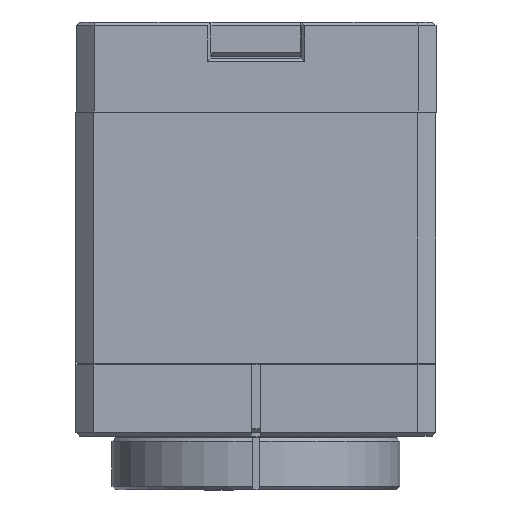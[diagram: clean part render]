
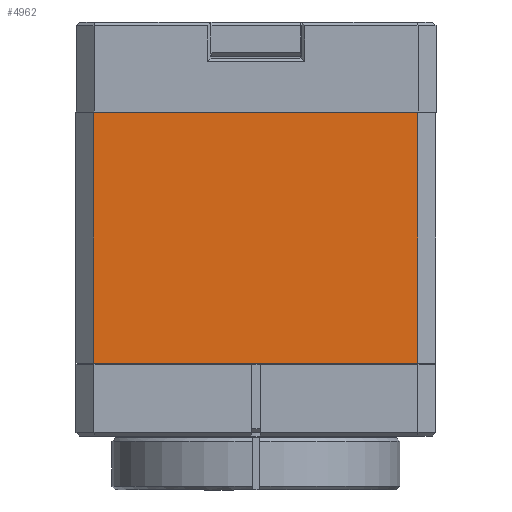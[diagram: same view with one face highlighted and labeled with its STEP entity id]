
A CAD part, left-side view. The second image highlights one B-rep face of the part: STEP entity #4962.
In plain terms, the highlighted planar face has unit normal (-1, 0, 0).
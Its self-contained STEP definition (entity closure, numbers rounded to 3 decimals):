
#700 = ORIENTED_EDGE ( 'NONE', *, *, #8329, .T. ) ;
#1094 = DIRECTION ( 'NONE',  ( 0., 0., 1. ) ) ;
#1426 = CARTESIAN_POINT ( 'NONE',  ( -5.353, 212.065, 25.943 ) ) ;
#1449 = ORIENTED_EDGE ( 'NONE', *, *, #18934, .T. ) ;
#2074 = CARTESIAN_POINT ( 'NONE',  ( -5.353, 212.065, 39.843 ) ) ;
#2260 = VERTEX_POINT ( 'NONE', #13871 ) ;
#2511 = EDGE_LOOP ( 'NONE', ( #1449, #3397, #18600, #700 ) ) ;
#3152 = DIRECTION ( 'NONE',  ( -1., 0., 0. ) ) ;
#3181 = DIRECTION ( 'NONE',  ( 0., 1., 0. ) ) ;
#3355 = VECTOR ( 'NONE', #14882, 1000. ) ;
#3397 = ORIENTED_EDGE ( 'NONE', *, *, #18084, .F. ) ;
#3809 = CARTESIAN_POINT ( 'NONE',  ( -5.353, 212.065, 25.943 ) ) ;
#4008 = CARTESIAN_POINT ( 'NONE',  ( -5.353, 230.065, 39.843 ) ) ;
#4367 = EDGE_CURVE ( 'NONE', #15054, #2260, #5024, .T. ) ;
#4962 = ADVANCED_FACE ( 'NONE', ( #19748 ), #11445, .T. ) ;
#5024 = LINE ( 'NONE', #1426, #14402 ) ;
#5044 = LINE ( 'NONE', #13132, #3355 ) ;
#6120 = LINE ( 'NONE', #16180, #19313 ) ;
#8329 = EDGE_CURVE ( 'NONE', #15054, #14327, #5044, .T. ) ;
#8890 = VERTEX_POINT ( 'NONE', #4008 ) ;
#9820 = DIRECTION ( 'NONE',  ( 0., -1., 0. ) ) ;
#10590 = CARTESIAN_POINT ( 'NONE',  ( -5.353, 212.065, 39.843 ) ) ;
#11445 = PLANE ( 'NONE',  #18558 ) ;
#13132 = CARTESIAN_POINT ( 'NONE',  ( -5.353, 212.065, 25.943 ) ) ;
#13871 = CARTESIAN_POINT ( 'NONE',  ( -5.353, 230.065, 25.943 ) ) ;
#14327 = VERTEX_POINT ( 'NONE', #10590 ) ;
#14402 = VECTOR ( 'NONE', #3181, 1000. ) ;
#14882 = DIRECTION ( 'NONE',  ( 0., 0., 1. ) ) ;
#15054 = VERTEX_POINT ( 'NONE', #3809 ) ;
#15197 = LINE ( 'NONE', #2074, #18944 ) ;
#15401 = DIRECTION ( 'NONE',  ( 0., 1., 0. ) ) ;
#16180 = CARTESIAN_POINT ( 'NONE',  ( -5.353, 230.065, 25.943 ) ) ;
#18084 = EDGE_CURVE ( 'NONE', #2260, #8890, #6120, .T. ) ;
#18103 = CARTESIAN_POINT ( 'NONE',  ( -5.353, 211.065, 25.393 ) ) ;
#18558 = AXIS2_PLACEMENT_3D ( 'NONE', #18103, #3152, #9820 ) ;
#18600 = ORIENTED_EDGE ( 'NONE', *, *, #4367, .F. ) ;
#18934 = EDGE_CURVE ( 'NONE', #14327, #8890, #15197, .T. ) ;
#18944 = VECTOR ( 'NONE', #15401, 1000. ) ;
#19313 = VECTOR ( 'NONE', #1094, 1000. ) ;
#19748 = FACE_OUTER_BOUND ( 'NONE', #2511, .T. ) ;
